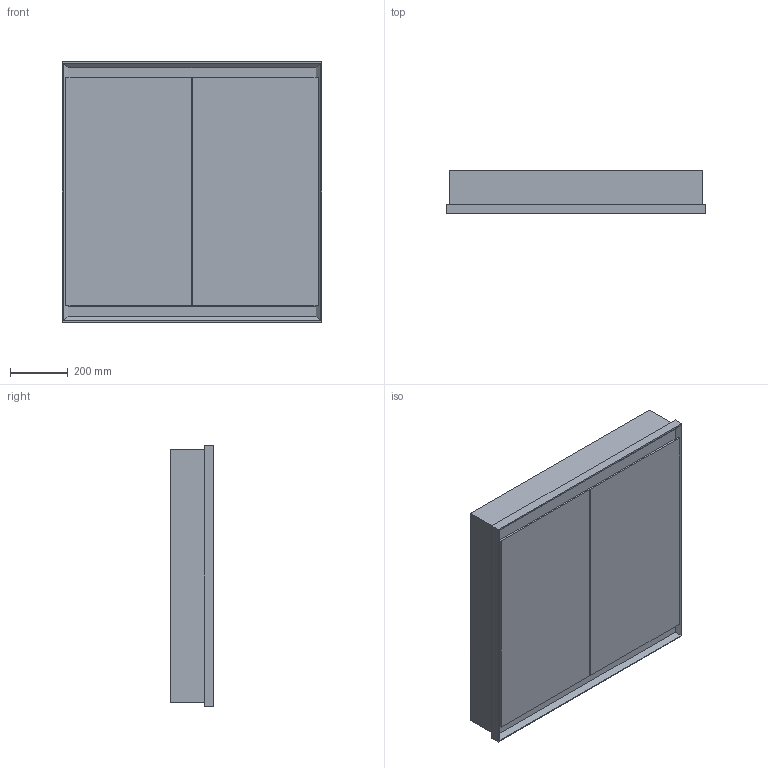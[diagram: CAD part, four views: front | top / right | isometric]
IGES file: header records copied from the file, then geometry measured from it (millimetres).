
Global section: file name: 505803; native system: Autodesk Inventor 2018; preprocessor: unknown; author: JANAN; date: 20200923.075827; units: millimetre
Bounding box: 899.6 x 150 x 900.6 mm (x, y, z)
Volume: 24504973.5 mm3; surface area: 5648731 mm2
Topology: 11 solids, 11 shells, 79 faces, 164 edges, 108 vertices
Faces by surface type: bspline 79
